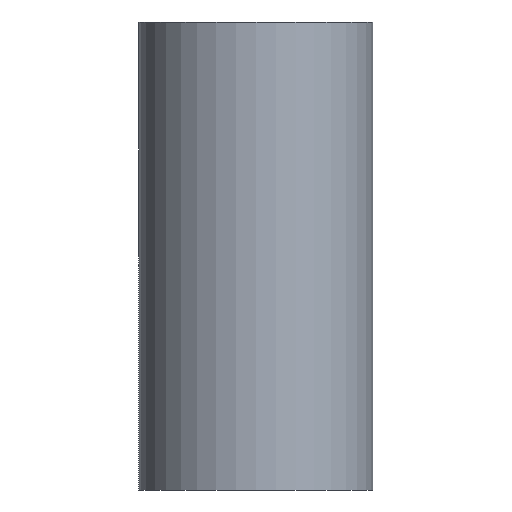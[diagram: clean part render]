
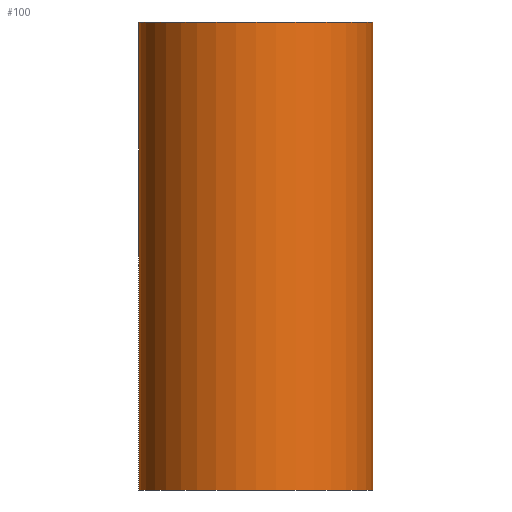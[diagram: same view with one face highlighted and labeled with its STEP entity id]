
A CAD part, left-side view. The second image highlights one B-rep face of the part: STEP entity #100.
In plain terms, the highlighted cylindrical face has radius 1.625 mm (diameter 3.25 mm), a partial arc.
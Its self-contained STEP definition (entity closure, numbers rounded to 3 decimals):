
#17=CIRCLE('',#123,1.625);
#18=CIRCLE('',#124,1.625);
#20=CYLINDRICAL_SURFACE('',#122,1.625);
#24=FACE_OUTER_BOUND('',#30,.T.);
#30=EDGE_LOOP('',(#81,#82,#83,#84));
#34=LINE('',#163,#42);
#40=LINE('',#178,#48);
#42=VECTOR('',#132,10.);
#48=VECTOR('',#146,10.);
#50=VERTEX_POINT('',#160);
#51=VERTEX_POINT('',#162);
#55=VERTEX_POINT('',#174);
#56=VERTEX_POINT('',#176);
#58=EDGE_CURVE('',#50,#51,#34,.T.);
#66=EDGE_CURVE('',#55,#56,#40,.T.);
#67=EDGE_CURVE('',#50,#55,#17,.T.);
#68=EDGE_CURVE('',#51,#56,#18,.T.);
#81=ORIENTED_EDGE('',*,*,#67,.T.);
#82=ORIENTED_EDGE('',*,*,#66,.T.);
#83=ORIENTED_EDGE('',*,*,#68,.F.);
#84=ORIENTED_EDGE('',*,*,#58,.F.);
#100=ADVANCED_FACE('',(#24),#20,.T.);
#122=AXIS2_PLACEMENT_3D('',#179,#147,#148);
#123=AXIS2_PLACEMENT_3D('',#180,#149,#150);
#124=AXIS2_PLACEMENT_3D('',#181,#151,#152);
#132=DIRECTION('',(0.,0.,1.));
#146=DIRECTION('',(0.,0.,1.));
#147=DIRECTION('center_axis',(0.,0.,1.));
#148=DIRECTION('ref_axis',(0.,1.,0.));
#149=DIRECTION('center_axis',(0.,0.,1.));
#150=DIRECTION('ref_axis',(0.,1.,0.));
#151=DIRECTION('center_axis',(0.,0.,1.));
#152=DIRECTION('ref_axis',(0.,1.,0.));
#160=CARTESIAN_POINT('',(0.,1.625,0.));
#162=CARTESIAN_POINT('',(0.,1.625,6.5));
#163=CARTESIAN_POINT('',(0.,1.625,0.));
#174=CARTESIAN_POINT('',(0.,-1.625,0.));
#176=CARTESIAN_POINT('',(0.,-1.625,6.5));
#178=CARTESIAN_POINT('',(0.,-1.625,0.));
#179=CARTESIAN_POINT('Origin',(0.,0.,0.));
#180=CARTESIAN_POINT('Origin',(0.,0.,0.));
#181=CARTESIAN_POINT('Origin',(0.,0.,6.5));
